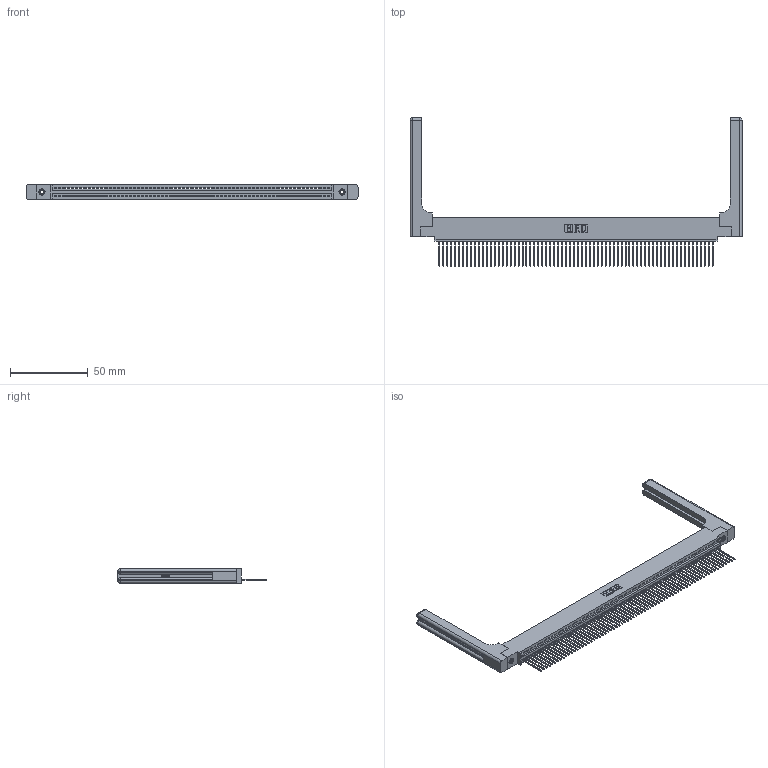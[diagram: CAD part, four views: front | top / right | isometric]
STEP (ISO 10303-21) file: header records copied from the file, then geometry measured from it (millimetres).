
FILE_DESCRIPTION (( 'STEP AP203' ), '1' );
FILE_NAME ('395-070-542-458.STEP', '2019-10-26T01:44:36', ( '' ), ( '' ), 'SwSTEP 2.0', 'SolidWorks 2016', '' );
FILE_SCHEMA (( 'CONFIG_CONTROL_DESIGN' ));
Length unit declared in the file: inch
Products named in the file (5): 395-070-542-458; 345-292-001_345-293-142; 345 Part_0.110 Offset - 0.156 Dia-TH; 345-220-058_345-220-058; 345-250-001_345-250-001-102
Assembly tree (75 placements, depth 2):
  395-070-542-458
    345 Part_0.110 Offset - 0.156 Dia-TH
    345-292-001_345-293-142  x70
    345-250-001_345-250-001-102  x2
    345-220-058_345-220-058  x2
Bounding box: 212.83 x 95.05 x 9.4 mm (x, y, z)
Volume: 29031.2 mm3; surface area: 34030.4 mm2
Topology: 75 solids, 75 shells, 4446 faces, 13339 edges, 8778 vertices
Faces by surface type: plane 3032, cylinder 1354, bspline 36, cone 12, sphere 8, torus 4
Entity records: 54246 total; most frequent: CARTESIAN_POINT 10367, ORIENTED_EDGE 9168, DIRECTION 7960, EDGE_CURVE 4584, VECTOR 4080, LINE 4080, VERTEX_POINT 3046, AXIS2_PLACEMENT_3D 1940
